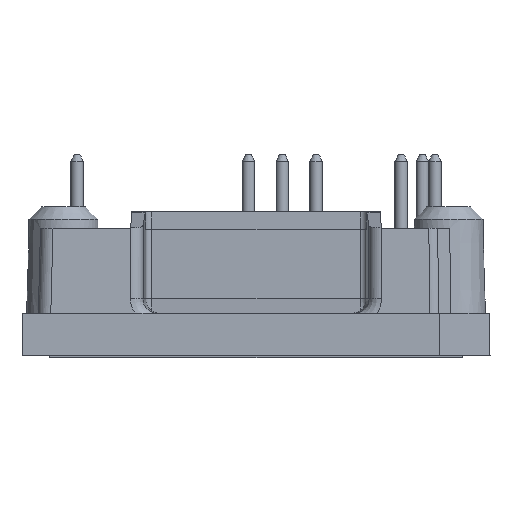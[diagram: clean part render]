
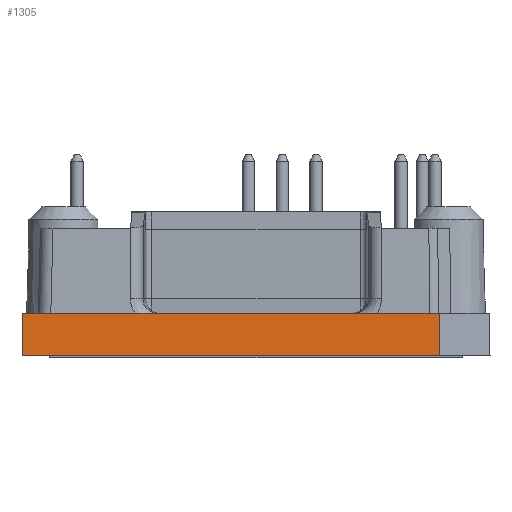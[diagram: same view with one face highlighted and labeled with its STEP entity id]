
A CAD part, left-side view. The second image highlights one B-rep face of the part: STEP entity #1305.
In plain terms, the highlighted planar face has unit normal (-1, 0, 0.018).
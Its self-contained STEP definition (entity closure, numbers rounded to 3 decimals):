
#1305 = ADVANCED_FACE( '', ( #2937 ), #2938, .T. );
#2937 = FACE_OUTER_BOUND( '', #4994, .T. );
#2938 = PLANE( '', #4995 );
#4994 = EDGE_LOOP( '', ( #8172, #8173, #8174, #8175 ) );
#4995 = AXIS2_PLACEMENT_3D( '', #8176, #8177, #8178 );
#8172 = ORIENTED_EDGE( '', *, *, #9407, .T. );
#8173 = ORIENTED_EDGE( '', *, *, #9307, .F. );
#8174 = ORIENTED_EDGE( '', *, *, #9760, .T. );
#8175 = ORIENTED_EDGE( '', *, *, #9835, .T. );
#8176 = CARTESIAN_POINT( '', ( -41., 0., 0. ) );
#8177 = DIRECTION( '', ( -1., 0., 0.017 ) );
#8178 = DIRECTION( '', ( 0.017, 0., 1. ) );
#9307 = EDGE_CURVE( '', #10842, #10844, #10845, .F. );
#9407 = EDGE_CURVE( '', #11003, #10844, #11004, .F. );
#9760 = EDGE_CURVE( '', #10842, #11512, #11513, .T. );
#9835 = EDGE_CURVE( '', #11512, #11003, #11614, .F. );
#10842 = VERTEX_POINT( '', #12862 );
#10844 = VERTEX_POINT( '', #12865 );
#10845 = LINE( '', #12866, #12867 );
#11003 = VERTEX_POINT( '', #13133 );
#11004 = LINE( '', #13134, #13135 );
#11512 = VERTEX_POINT( '', #13751 );
#11513 = LINE( '', #13752, #13753 );
#11614 = LINE( '', #13871, #13872 );
#12862 = CARTESIAN_POINT( '', ( -40.941, 18.641, 3.4 ) );
#12865 = CARTESIAN_POINT( '', ( -40.941, -14.675, 3.4 ) );
#12866 = CARTESIAN_POINT( '', ( -40.941, 0., 3.4 ) );
#12867 = VECTOR( '', #14976, 1000. );
#13133 = CARTESIAN_POINT( '', ( -41., -14.7, 0. ) );
#13134 = CARTESIAN_POINT( '', ( -40.998, -14.699, 0.134 ) );
#13135 = VECTOR( '', #15098, 1000. );
#13751 = CARTESIAN_POINT( '', ( -41., 18.7, 0. ) );
#13752 = CARTESIAN_POINT( '', ( -40.994, 18.694, 0.326 ) );
#13753 = VECTOR( '', #15549, 1000. );
#13871 = CARTESIAN_POINT( '', ( -41., 0., 0. ) );
#13872 = VECTOR( '', #15624, 1000. );
#14976 = DIRECTION( '', ( 0., 1., 0. ) );
#15098 = DIRECTION( '', ( -0.017, -0.007, -1. ) );
#15549 = DIRECTION( '', ( -0.017, 0.017, -1. ) );
#15624 = DIRECTION( '', ( 0., 1., 0. ) );
